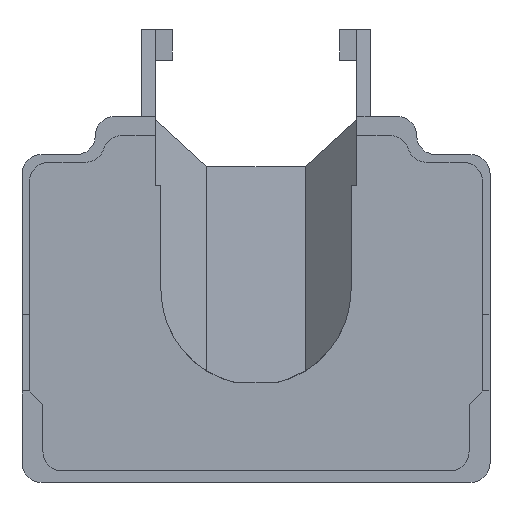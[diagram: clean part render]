
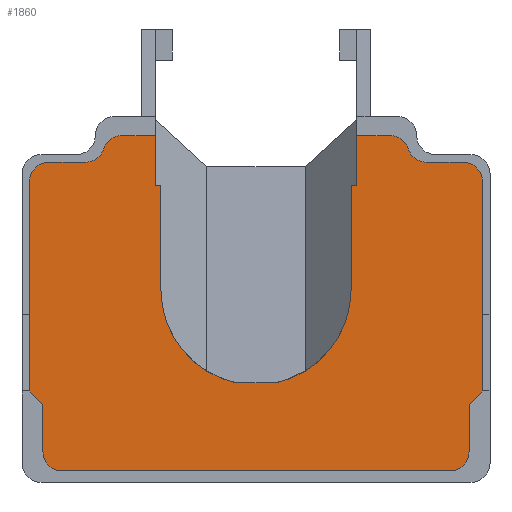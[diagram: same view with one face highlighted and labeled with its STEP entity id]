
A CAD part, front view. The second image highlights one B-rep face of the part: STEP entity #1860.
In plain terms, the highlighted planar face has unit normal (0, -1, 0).
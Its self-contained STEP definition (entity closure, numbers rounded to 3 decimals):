
#81=PLANE('',#2030);
#168=FACE_OUTER_BOUND('',#284,.T.);
#284=EDGE_LOOP('',(#1553,#1554,#1555,#1556,#1557,#1558,#1559,#1560,#1561,
#1562,#1563,#1564,#1565,#1566,#1567,#1568,#1569,#1570,#1571,#1572,#1573,
#1574,#1575,#1576,#1577,#1578,#1579,#1580));
#397=LINE('',#2855,#601);
#432=LINE('',#2922,#636);
#446=LINE('',#2953,#650);
#470=LINE('',#3024,#674);
#471=LINE('',#3025,#675);
#472=LINE('',#3027,#676);
#473=LINE('',#3033,#677);
#474=LINE('',#3036,#678);
#475=LINE('',#3038,#679);
#476=LINE('',#3042,#680);
#477=LINE('',#3046,#681);
#478=LINE('',#3048,#682);
#479=LINE('',#3050,#683);
#480=LINE('',#3054,#684);
#481=LINE('',#3060,#685);
#482=LINE('',#3062,#686);
#483=LINE('',#3064,#687);
#484=LINE('',#3065,#688);
#601=VECTOR('',#2306,10.);
#636=VECTOR('',#2359,10.);
#650=VECTOR('',#2385,10.);
#674=VECTOR('',#2457,10.);
#675=VECTOR('',#2458,10.);
#676=VECTOR('',#2459,10.);
#677=VECTOR('',#2464,10.);
#678=VECTOR('',#2467,10.);
#679=VECTOR('',#2468,10.);
#680=VECTOR('',#2471,10.);
#681=VECTOR('',#2474,10.);
#682=VECTOR('',#2475,10.);
#683=VECTOR('',#2476,10.);
#684=VECTOR('',#2479,10.);
#685=VECTOR('',#2484,10.);
#686=VECTOR('',#2485,10.);
#687=VECTOR('',#2486,10.);
#688=VECTOR('',#2487,10.);
#762=CIRCLE('',#2018,25.);
#772=CIRCLE('',#2031,25.);
#773=CIRCLE('',#2032,5.);
#774=CIRCLE('',#2033,5.);
#775=CIRCLE('',#2034,5.);
#776=CIRCLE('',#2035,5.);
#777=CIRCLE('',#2036,5.);
#778=CIRCLE('',#2037,5.);
#779=CIRCLE('',#2038,5.);
#780=CIRCLE('',#2039,5.);
#872=VERTEX_POINT('',#2852);
#873=VERTEX_POINT('',#2854);
#895=VERTEX_POINT('',#2919);
#896=VERTEX_POINT('',#2921);
#906=VERTEX_POINT('',#2951);
#907=VERTEX_POINT('',#2952);
#916=VERTEX_POINT('',#2988);
#929=VERTEX_POINT('',#3021);
#930=VERTEX_POINT('',#3023);
#931=VERTEX_POINT('',#3026);
#932=VERTEX_POINT('',#3028);
#933=VERTEX_POINT('',#3030);
#934=VERTEX_POINT('',#3032);
#935=VERTEX_POINT('',#3035);
#936=VERTEX_POINT('',#3037);
#937=VERTEX_POINT('',#3039);
#938=VERTEX_POINT('',#3041);
#939=VERTEX_POINT('',#3043);
#940=VERTEX_POINT('',#3045);
#941=VERTEX_POINT('',#3047);
#942=VERTEX_POINT('',#3049);
#943=VERTEX_POINT('',#3051);
#944=VERTEX_POINT('',#3053);
#945=VERTEX_POINT('',#3055);
#946=VERTEX_POINT('',#3057);
#947=VERTEX_POINT('',#3059);
#948=VERTEX_POINT('',#3061);
#949=VERTEX_POINT('',#3063);
#1071=EDGE_CURVE('',#873,#872,#397,.T.);
#1106=EDGE_CURVE('',#895,#896,#432,.T.);
#1121=EDGE_CURVE('',#906,#907,#446,.T.);
#1140=EDGE_CURVE('',#907,#916,#762,.T.);
#1157=EDGE_CURVE('',#929,#906,#772,.T.);
#1158=EDGE_CURVE('',#930,#929,#470,.T.);
#1159=EDGE_CURVE('',#896,#930,#471,.T.);
#1160=EDGE_CURVE('',#895,#931,#472,.T.);
#1161=EDGE_CURVE('',#931,#932,#773,.T.);
#1162=EDGE_CURVE('',#932,#933,#774,.T.);
#1163=EDGE_CURVE('',#933,#934,#473,.T.);
#1164=EDGE_CURVE('',#934,#873,#775,.T.);
#1165=EDGE_CURVE('',#935,#872,#474,.F.);
#1166=EDGE_CURVE('',#935,#936,#475,.T.);
#1167=EDGE_CURVE('',#936,#937,#776,.T.);
#1168=EDGE_CURVE('',#937,#938,#476,.T.);
#1169=EDGE_CURVE('',#938,#939,#777,.T.);
#1170=EDGE_CURVE('',#939,#940,#477,.T.);
#1171=EDGE_CURVE('',#941,#940,#478,.F.);
#1172=EDGE_CURVE('',#941,#942,#479,.T.);
#1173=EDGE_CURVE('',#942,#943,#778,.T.);
#1174=EDGE_CURVE('',#943,#944,#480,.T.);
#1175=EDGE_CURVE('',#944,#945,#779,.T.);
#1176=EDGE_CURVE('',#945,#946,#780,.T.);
#1177=EDGE_CURVE('',#946,#947,#481,.T.);
#1178=EDGE_CURVE('',#948,#947,#482,.T.);
#1179=EDGE_CURVE('',#949,#948,#483,.T.);
#1180=EDGE_CURVE('',#916,#949,#484,.T.);
#1553=ORIENTED_EDGE('',*,*,#1121,.F.);
#1554=ORIENTED_EDGE('',*,*,#1157,.F.);
#1555=ORIENTED_EDGE('',*,*,#1158,.F.);
#1556=ORIENTED_EDGE('',*,*,#1159,.F.);
#1557=ORIENTED_EDGE('',*,*,#1106,.F.);
#1558=ORIENTED_EDGE('',*,*,#1160,.T.);
#1559=ORIENTED_EDGE('',*,*,#1161,.T.);
#1560=ORIENTED_EDGE('',*,*,#1162,.T.);
#1561=ORIENTED_EDGE('',*,*,#1163,.T.);
#1562=ORIENTED_EDGE('',*,*,#1164,.T.);
#1563=ORIENTED_EDGE('',*,*,#1071,.T.);
#1564=ORIENTED_EDGE('',*,*,#1165,.F.);
#1565=ORIENTED_EDGE('',*,*,#1166,.T.);
#1566=ORIENTED_EDGE('',*,*,#1167,.T.);
#1567=ORIENTED_EDGE('',*,*,#1168,.T.);
#1568=ORIENTED_EDGE('',*,*,#1169,.T.);
#1569=ORIENTED_EDGE('',*,*,#1170,.T.);
#1570=ORIENTED_EDGE('',*,*,#1171,.F.);
#1571=ORIENTED_EDGE('',*,*,#1172,.T.);
#1572=ORIENTED_EDGE('',*,*,#1173,.T.);
#1573=ORIENTED_EDGE('',*,*,#1174,.T.);
#1574=ORIENTED_EDGE('',*,*,#1175,.T.);
#1575=ORIENTED_EDGE('',*,*,#1176,.T.);
#1576=ORIENTED_EDGE('',*,*,#1177,.T.);
#1577=ORIENTED_EDGE('',*,*,#1178,.F.);
#1578=ORIENTED_EDGE('',*,*,#1179,.F.);
#1579=ORIENTED_EDGE('',*,*,#1180,.F.);
#1580=ORIENTED_EDGE('',*,*,#1140,.F.);
#1860=ADVANCED_FACE('',(#168),#81,.F.);
#2018=AXIS2_PLACEMENT_3D('',#2989,#2422,#2423);
#2030=AXIS2_PLACEMENT_3D('',#3020,#2453,#2454);
#2031=AXIS2_PLACEMENT_3D('',#3022,#2455,#2456);
#2032=AXIS2_PLACEMENT_3D('',#3029,#2460,#2461);
#2033=AXIS2_PLACEMENT_3D('',#3031,#2462,#2463);
#2034=AXIS2_PLACEMENT_3D('',#3034,#2465,#2466);
#2035=AXIS2_PLACEMENT_3D('',#3040,#2469,#2470);
#2036=AXIS2_PLACEMENT_3D('',#3044,#2472,#2473);
#2037=AXIS2_PLACEMENT_3D('',#3052,#2477,#2478);
#2038=AXIS2_PLACEMENT_3D('',#3056,#2480,#2481);
#2039=AXIS2_PLACEMENT_3D('',#3058,#2482,#2483);
#2306=DIRECTION('',(0.,0.,-1.));
#2359=DIRECTION('',(0.,0.,-1.));
#2385=DIRECTION('',(1.,0.,0.));
#2422=DIRECTION('center_axis',(0.,-1.,0.));
#2423=DIRECTION('ref_axis',(1.,0.,0.));
#2453=DIRECTION('center_axis',(0.,1.,0.));
#2454=DIRECTION('ref_axis',(0.,0.,1.));
#2455=DIRECTION('center_axis',(0.,-1.,0.));
#2456=DIRECTION('ref_axis',(1.,0.,0.));
#2457=DIRECTION('',(0.,0.,-1.));
#2458=DIRECTION('',(1.,0.,0.));
#2459=DIRECTION('',(-1.,0.,0.));
#2460=DIRECTION('center_axis',(0.,-1.,0.));
#2461=DIRECTION('ref_axis',(-0.707,0.,0.707));
#2462=DIRECTION('center_axis',(0.,1.,0.));
#2463=DIRECTION('ref_axis',(0.,0.,1.));
#2464=DIRECTION('',(-1.,0.,0.));
#2465=DIRECTION('center_axis',(0.,-1.,0.));
#2466=DIRECTION('ref_axis',(-0.707,0.,0.707));
#2467=DIRECTION('',(0.707,0.,-0.707));
#2468=DIRECTION('',(0.,0.,-1.));
#2469=DIRECTION('center_axis',(0.,-1.,0.));
#2470=DIRECTION('ref_axis',(-0.707,0.,-0.707));
#2471=DIRECTION('',(1.,0.,0.));
#2472=DIRECTION('center_axis',(0.,-1.,0.));
#2473=DIRECTION('ref_axis',(0.707,0.,-0.707));
#2474=DIRECTION('',(0.,0.,1.));
#2475=DIRECTION('',(0.707,0.,0.707));
#2476=DIRECTION('',(0.,0.,1.));
#2477=DIRECTION('center_axis',(0.,-1.,0.));
#2478=DIRECTION('ref_axis',(0.707,0.,0.707));
#2479=DIRECTION('',(-1.,0.,0.));
#2480=DIRECTION('center_axis',(0.,1.,0.));
#2481=DIRECTION('ref_axis',(0.,0.,1.));
#2482=DIRECTION('center_axis',(0.,-1.,0.));
#2483=DIRECTION('ref_axis',(0.707,0.,0.707));
#2484=DIRECTION('',(-1.,0.,0.));
#2485=DIRECTION('',(0.,0.,1.));
#2486=DIRECTION('',(1.,0.,0.));
#2487=DIRECTION('',(0.,0.,1.));
#2852=CARTESIAN_POINT('',(-59.5,0.,-16.562));
#2854=CARTESIAN_POINT('',(-59.5,0.,38.563));
#2855=CARTESIAN_POINT('',(-59.5,0.,33.563));
#2919=CARTESIAN_POINT('',(-26.5,0.,50.562));
#2921=CARTESIAN_POINT('',(-26.5,0.,37.563));
#2922=CARTESIAN_POINT('',(-26.5,0.,55.563));
#2951=CARTESIAN_POINT('',(-5.02,0.,-14.428));
#2952=CARTESIAN_POINT('',(5.02,0.,-14.428));
#2953=CARTESIAN_POINT('',(1.5,0.,-14.428));
#2988=CARTESIAN_POINT('',(25.,0.,10.063));
#2989=CARTESIAN_POINT('Origin',(0.,0.,10.063));
#3020=CARTESIAN_POINT('Origin',(44.,0.,46.563));
#3021=CARTESIAN_POINT('',(-25.,0.,10.063));
#3022=CARTESIAN_POINT('Origin',(0.,0.,10.063));
#3023=CARTESIAN_POINT('',(-25.,0.,37.563));
#3024=CARTESIAN_POINT('',(-25.,0.,50.063));
#3025=CARTESIAN_POINT('',(-61.5,0.,37.563));
#3026=CARTESIAN_POINT('',(-35.25,0.,50.563));
#3027=CARTESIAN_POINT('',(1.875,0.,50.563));
#3028=CARTESIAN_POINT('',(-40.02,0.,47.063));
#3029=CARTESIAN_POINT('Origin',(-35.25,0.,45.563));
#3030=CARTESIAN_POINT('',(-44.789,0.,43.563));
#3031=CARTESIAN_POINT('Origin',(-44.789,0.,48.563));
#3032=CARTESIAN_POINT('',(-54.5,0.,43.563));
#3033=CARTESIAN_POINT('',(-7.75,0.,43.563));
#3034=CARTESIAN_POINT('Origin',(-54.5,0.,38.563));
#3035=CARTESIAN_POINT('',(-56.,0.,-20.062));
#3036=CARTESIAN_POINT('',(-48.531,0.,-27.531));
#3037=CARTESIAN_POINT('',(-56.,0.,-32.562));
#3038=CARTESIAN_POINT('',(-56.,0.,4.5));
#3039=CARTESIAN_POINT('',(-51.,0.,-37.562));
#3040=CARTESIAN_POINT('Origin',(-51.,0.,-32.562));
#3041=CARTESIAN_POINT('',(51.,0.,-37.562));
#3042=CARTESIAN_POINT('',(50.,0.,-37.562));
#3043=CARTESIAN_POINT('',(56.,0.,-32.562));
#3044=CARTESIAN_POINT('Origin',(51.,0.,-32.562));
#3045=CARTESIAN_POINT('',(56.,0.,-20.062));
#3046=CARTESIAN_POINT('',(56.,0.,15.));
#3047=CARTESIAN_POINT('',(59.5,0.,-16.562));
#3048=CARTESIAN_POINT('',(70.531,0.,-5.531));
#3049=CARTESIAN_POINT('',(59.5,0.,38.563));
#3050=CARTESIAN_POINT('',(59.5,0.,45.063));
#3051=CARTESIAN_POINT('',(54.5,0.,43.563));
#3052=CARTESIAN_POINT('Origin',(54.5,0.,38.563));
#3053=CARTESIAN_POINT('',(44.789,0.,43.563));
#3054=CARTESIAN_POINT('',(42.125,0.,43.563));
#3055=CARTESIAN_POINT('',(40.02,0.,47.063));
#3056=CARTESIAN_POINT('Origin',(44.789,0.,48.563));
#3057=CARTESIAN_POINT('',(35.25,0.,50.563));
#3058=CARTESIAN_POINT('Origin',(35.25,0.,45.563));
#3059=CARTESIAN_POINT('',(26.5,0.,50.563));
#3060=CARTESIAN_POINT('',(35.25,0.,50.563));
#3061=CARTESIAN_POINT('',(26.5,0.,37.563));
#3062=CARTESIAN_POINT('',(26.5,0.,44.063));
#3063=CARTESIAN_POINT('',(25.,0.,37.563));
#3064=CARTESIAN_POINT('',(-58.5,0.,37.563));
#3065=CARTESIAN_POINT('',(25.,0.,10.063));
